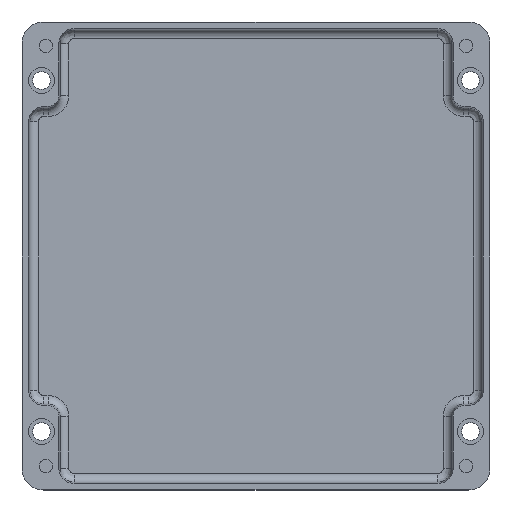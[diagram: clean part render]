
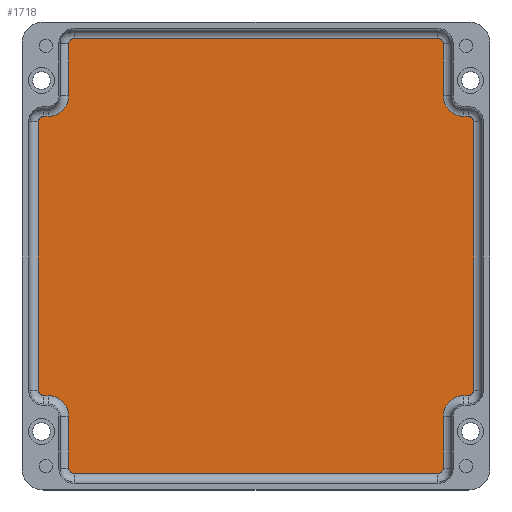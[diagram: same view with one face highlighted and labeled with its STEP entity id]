
A CAD part, front view. The second image highlights one B-rep face of the part: STEP entity #1718.
In plain terms, the highlighted planar face has unit normal (0, -1, 0).
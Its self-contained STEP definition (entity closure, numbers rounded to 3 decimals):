
#133=CIRCLE('',#1858,1.2);
#137=CIRCLE('',#1863,1.2);
#141=CIRCLE('',#1869,4.8);
#145=CIRCLE('',#1874,1.2);
#149=CIRCLE('',#1879,1.2);
#153=CIRCLE('',#1885,4.8);
#156=CIRCLE('',#1889,1.2);
#159=CIRCLE('',#1893,1.2);
#162=CIRCLE('',#1898,4.8);
#165=CIRCLE('',#1902,1.2);
#168=CIRCLE('',#1906,1.2);
#170=CIRCLE('',#1910,4.8);
#288=FACE_OUTER_BOUND('',#408,.T.);
#408=EDGE_LOOP('',(#1451,#1452,#1453,#1454,#1455,#1456,#1457,#1458,#1459,
#1460,#1461,#1462,#1463,#1464,#1465,#1466,#1467,#1468,#1469,#1470,#1471,
#1472,#1473,#1474));
#523=LINE('',#2790,#659);
#524=LINE('',#2809,#660);
#526=LINE('',#2829,#662);
#528=LINE('',#2841,#664);
#530=LINE('',#2861,#666);
#532=LINE('',#2880,#668);
#534=LINE('',#2889,#670);
#535=LINE('',#2905,#671);
#536=LINE('',#2921,#672);
#537=LINE('',#2929,#673);
#538=LINE('',#2945,#674);
#539=LINE('',#2961,#675);
#659=VECTOR('',#2240,10.);
#660=VECTOR('',#2251,10.);
#662=VECTOR('',#2263,10.);
#664=VECTOR('',#2277,10.);
#666=VECTOR('',#2289,10.);
#668=VECTOR('',#2301,10.);
#670=VECTOR('',#2313,10.);
#671=VECTOR('',#2322,10.);
#672=VECTOR('',#2331,10.);
#673=VECTOR('',#2342,10.);
#674=VECTOR('',#2351,10.);
#675=VECTOR('',#2360,10.);
#800=VERTEX_POINT('',#2783);
#803=VERTEX_POINT('',#2788);
#805=VERTEX_POINT('',#2801);
#807=VERTEX_POINT('',#2807);
#809=VERTEX_POINT('',#2821);
#811=VERTEX_POINT('',#2827);
#813=VERTEX_POINT('',#2833);
#815=VERTEX_POINT('',#2839);
#817=VERTEX_POINT('',#2853);
#819=VERTEX_POINT('',#2859);
#821=VERTEX_POINT('',#2873);
#822=VERTEX_POINT('',#2878);
#823=VERTEX_POINT('',#2883);
#824=VERTEX_POINT('',#2887);
#825=VERTEX_POINT('',#2899);
#826=VERTEX_POINT('',#2903);
#827=VERTEX_POINT('',#2915);
#828=VERTEX_POINT('',#2919);
#829=VERTEX_POINT('',#2923);
#830=VERTEX_POINT('',#2927);
#831=VERTEX_POINT('',#2939);
#832=VERTEX_POINT('',#2943);
#833=VERTEX_POINT('',#2955);
#834=VERTEX_POINT('',#2959);
#987=EDGE_CURVE('',#803,#800,#523,.T.);
#989=EDGE_CURVE('',#805,#803,#133,.T.);
#992=EDGE_CURVE('',#807,#805,#524,.T.);
#995=EDGE_CURVE('',#809,#807,#137,.T.);
#998=EDGE_CURVE('',#811,#809,#526,.T.);
#1001=EDGE_CURVE('',#813,#811,#141,.T.);
#1004=EDGE_CURVE('',#815,#813,#528,.T.);
#1007=EDGE_CURVE('',#817,#815,#145,.T.);
#1010=EDGE_CURVE('',#819,#817,#530,.T.);
#1013=EDGE_CURVE('',#821,#819,#149,.T.);
#1016=EDGE_CURVE('',#822,#821,#532,.T.);
#1019=EDGE_CURVE('',#823,#822,#153,.T.);
#1021=EDGE_CURVE('',#824,#823,#534,.T.);
#1023=EDGE_CURVE('',#825,#824,#156,.T.);
#1025=EDGE_CURVE('',#826,#825,#535,.T.);
#1027=EDGE_CURVE('',#827,#826,#159,.T.);
#1029=EDGE_CURVE('',#828,#827,#536,.T.);
#1031=EDGE_CURVE('',#829,#828,#162,.T.);
#1033=EDGE_CURVE('',#830,#829,#537,.T.);
#1035=EDGE_CURVE('',#831,#830,#165,.T.);
#1037=EDGE_CURVE('',#832,#831,#538,.T.);
#1039=EDGE_CURVE('',#833,#832,#168,.T.);
#1041=EDGE_CURVE('',#834,#833,#539,.T.);
#1042=EDGE_CURVE('',#800,#834,#170,.T.);
#1451=ORIENTED_EDGE('',*,*,#987,.F.);
#1452=ORIENTED_EDGE('',*,*,#989,.F.);
#1453=ORIENTED_EDGE('',*,*,#992,.F.);
#1454=ORIENTED_EDGE('',*,*,#995,.F.);
#1455=ORIENTED_EDGE('',*,*,#998,.F.);
#1456=ORIENTED_EDGE('',*,*,#1001,.F.);
#1457=ORIENTED_EDGE('',*,*,#1004,.F.);
#1458=ORIENTED_EDGE('',*,*,#1007,.F.);
#1459=ORIENTED_EDGE('',*,*,#1010,.F.);
#1460=ORIENTED_EDGE('',*,*,#1013,.F.);
#1461=ORIENTED_EDGE('',*,*,#1016,.F.);
#1462=ORIENTED_EDGE('',*,*,#1019,.F.);
#1463=ORIENTED_EDGE('',*,*,#1021,.F.);
#1464=ORIENTED_EDGE('',*,*,#1023,.F.);
#1465=ORIENTED_EDGE('',*,*,#1025,.F.);
#1466=ORIENTED_EDGE('',*,*,#1027,.F.);
#1467=ORIENTED_EDGE('',*,*,#1029,.F.);
#1468=ORIENTED_EDGE('',*,*,#1031,.F.);
#1469=ORIENTED_EDGE('',*,*,#1033,.F.);
#1470=ORIENTED_EDGE('',*,*,#1035,.F.);
#1471=ORIENTED_EDGE('',*,*,#1037,.F.);
#1472=ORIENTED_EDGE('',*,*,#1039,.F.);
#1473=ORIENTED_EDGE('',*,*,#1041,.F.);
#1474=ORIENTED_EDGE('',*,*,#1042,.F.);
#1624=PLANE('',#1923);
#1718=ADVANCED_FACE('',(#288),#1624,.F.);
#1858=AXIS2_PLACEMENT_3D('',#2803,#2243,#2244);
#1863=AXIS2_PLACEMENT_3D('',#2823,#2255,#2256);
#1869=AXIS2_PLACEMENT_3D('',#2835,#2269,#2270);
#1874=AXIS2_PLACEMENT_3D('',#2855,#2281,#2282);
#1879=AXIS2_PLACEMENT_3D('',#2875,#2293,#2294);
#1885=AXIS2_PLACEMENT_3D('',#2885,#2307,#2308);
#1889=AXIS2_PLACEMENT_3D('',#2901,#2316,#2317);
#1893=AXIS2_PLACEMENT_3D('',#2917,#2325,#2326);
#1898=AXIS2_PLACEMENT_3D('',#2925,#2336,#2337);
#1902=AXIS2_PLACEMENT_3D('',#2941,#2345,#2346);
#1906=AXIS2_PLACEMENT_3D('',#2957,#2354,#2355);
#1910=AXIS2_PLACEMENT_3D('',#2963,#2363,#2364);
#1923=AXIS2_PLACEMENT_3D('',#2987,#2400,#2401);
#2240=DIRECTION('',(-1.,0.,0.));
#2243=DIRECTION('center_axis',(0.,1.,0.));
#2244=DIRECTION('ref_axis',(0.707,0.,-0.707));
#2251=DIRECTION('',(0.,0.,-1.));
#2255=DIRECTION('center_axis',(0.,1.,0.));
#2256=DIRECTION('ref_axis',(0.707,0.,0.707));
#2263=DIRECTION('',(1.,0.,0.));
#2269=DIRECTION('center_axis',(0.,-1.,0.));
#2270=DIRECTION('ref_axis',(-0.707,0.,-0.707));
#2277=DIRECTION('',(0.,0.,-1.));
#2281=DIRECTION('center_axis',(0.,1.,0.));
#2282=DIRECTION('ref_axis',(0.707,0.,0.707));
#2289=DIRECTION('',(1.,0.,0.));
#2293=DIRECTION('center_axis',(0.,1.,0.));
#2294=DIRECTION('ref_axis',(-0.707,0.,0.707));
#2301=DIRECTION('',(0.,0.,1.));
#2307=DIRECTION('center_axis',(0.,-1.,0.));
#2308=DIRECTION('ref_axis',(0.707,0.,-0.707));
#2313=DIRECTION('',(1.,0.,0.));
#2316=DIRECTION('center_axis',(0.,1.,0.));
#2317=DIRECTION('ref_axis',(-0.707,0.,0.707));
#2322=DIRECTION('',(0.,0.,1.));
#2325=DIRECTION('center_axis',(0.,1.,0.));
#2326=DIRECTION('ref_axis',(-0.707,0.,-0.707));
#2331=DIRECTION('',(-1.,0.,0.));
#2336=DIRECTION('center_axis',(0.,-1.,0.));
#2337=DIRECTION('ref_axis',(0.707,0.,0.707));
#2342=DIRECTION('',(0.,0.,1.));
#2345=DIRECTION('center_axis',(0.,1.,0.));
#2346=DIRECTION('ref_axis',(-0.707,0.,-0.707));
#2351=DIRECTION('',(-1.,0.,0.));
#2354=DIRECTION('center_axis',(0.,1.,0.));
#2355=DIRECTION('ref_axis',(0.707,0.,-0.707));
#2360=DIRECTION('',(0.,0.,-1.));
#2363=DIRECTION('center_axis',(0.,-1.,0.));
#2364=DIRECTION('ref_axis',(-0.707,0.,0.707));
#2400=DIRECTION('center_axis',(0.,1.,0.));
#2401=DIRECTION('ref_axis',(-1.,0.,0.));
#2783=CARTESIAN_POINT('',(58.,59.242,-78.675));
#2788=CARTESIAN_POINT('',(59.,59.242,-78.675));
#2790=CARTESIAN_POINT('',(34.,59.242,-78.675));
#2801=CARTESIAN_POINT('',(60.2,59.242,-77.475));
#2803=CARTESIAN_POINT('Origin',(59.,59.242,-77.475));
#2807=CARTESIAN_POINT('',(60.2,59.242,-15.475));
#2809=CARTESIAN_POINT('',(60.2,59.242,-61.975));
#2821=CARTESIAN_POINT('',(59.,59.242,-14.275));
#2823=CARTESIAN_POINT('Origin',(59.,59.242,-15.475));
#2827=CARTESIAN_POINT('',(58.,59.242,-14.275));
#2829=CARTESIAN_POINT('',(34.5,59.242,-14.275));
#2833=CARTESIAN_POINT('',(53.2,59.242,-9.475));
#2835=CARTESIAN_POINT('Origin',(58.,59.242,-9.475));
#2839=CARTESIAN_POINT('',(53.2,59.242,2.525));
#2841=CARTESIAN_POINT('',(53.2,59.242,-27.975));
#2853=CARTESIAN_POINT('',(52.,59.242,3.725));
#2855=CARTESIAN_POINT('Origin',(52.,59.242,2.525));
#2859=CARTESIAN_POINT('',(-32.,59.242,3.725));
#2861=CARTESIAN_POINT('',(31.,59.242,3.725));
#2873=CARTESIAN_POINT('',(-33.2,59.242,2.525));
#2875=CARTESIAN_POINT('Origin',(-32.,59.242,2.525));
#2878=CARTESIAN_POINT('',(-33.2,59.242,-9.475));
#2880=CARTESIAN_POINT('',(-33.2,59.242,-21.975));
#2883=CARTESIAN_POINT('',(-38.,59.242,-14.275));
#2885=CARTESIAN_POINT('Origin',(-38.,59.242,-9.475));
#2887=CARTESIAN_POINT('',(-39.,59.242,-14.275));
#2889=CARTESIAN_POINT('',(-14.,59.242,-14.275));
#2899=CARTESIAN_POINT('',(-40.2,59.242,-15.475));
#2901=CARTESIAN_POINT('Origin',(-39.,59.242,-15.475));
#2903=CARTESIAN_POINT('',(-40.2,59.242,-77.475));
#2905=CARTESIAN_POINT('',(-40.2,59.242,-30.975));
#2915=CARTESIAN_POINT('',(-39.,59.242,-78.675));
#2917=CARTESIAN_POINT('Origin',(-39.,59.242,-77.475));
#2919=CARTESIAN_POINT('',(-38.,59.242,-78.675));
#2921=CARTESIAN_POINT('',(-14.5,59.242,-78.675));
#2923=CARTESIAN_POINT('',(-33.2,59.242,-83.475));
#2925=CARTESIAN_POINT('Origin',(-38.,59.242,-83.475));
#2927=CARTESIAN_POINT('',(-33.2,59.242,-95.475));
#2929=CARTESIAN_POINT('',(-33.2,59.242,-64.975));
#2939=CARTESIAN_POINT('',(-32.,59.242,-96.675));
#2941=CARTESIAN_POINT('Origin',(-32.,59.242,-95.475));
#2943=CARTESIAN_POINT('',(52.,59.242,-96.675));
#2945=CARTESIAN_POINT('',(-11.,59.242,-96.675));
#2955=CARTESIAN_POINT('',(53.2,59.242,-95.475));
#2957=CARTESIAN_POINT('Origin',(52.,59.242,-95.475));
#2959=CARTESIAN_POINT('',(53.2,59.242,-83.475));
#2961=CARTESIAN_POINT('',(53.2,59.242,-70.975));
#2963=CARTESIAN_POINT('Origin',(58.,59.242,-83.475));
#2987=CARTESIAN_POINT('Origin',(10.,59.242,-46.475));
